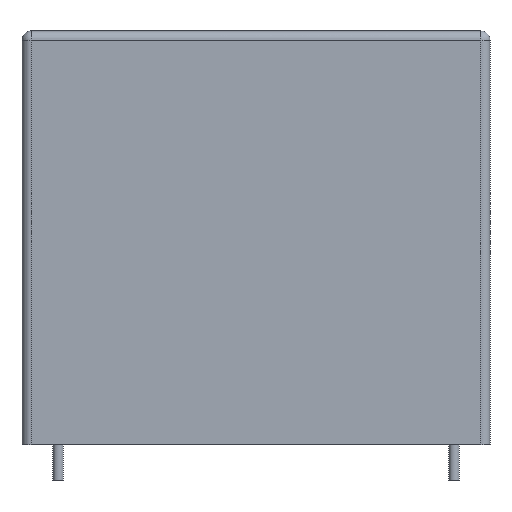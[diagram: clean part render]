
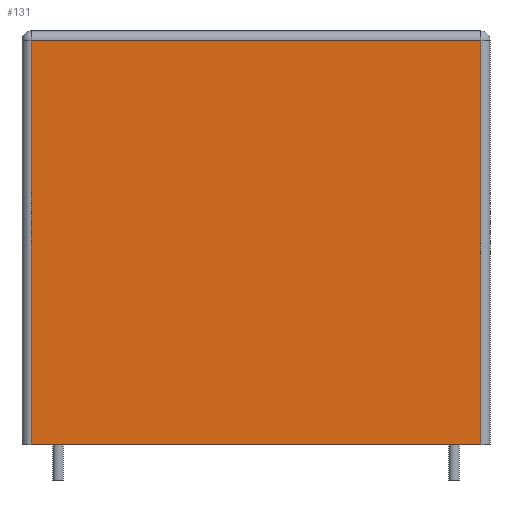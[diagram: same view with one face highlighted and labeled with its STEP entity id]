
A CAD part, front view. The second image highlights one B-rep face of the part: STEP entity #131.
In plain terms, the highlighted planar face has unit normal (0, -1, 0).
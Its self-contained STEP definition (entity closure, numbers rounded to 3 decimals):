
#91 = EDGE_CURVE ( 'NONE', #92, #249, #395, .T. ) ;
#92 = VERTEX_POINT ( 'NONE', #391 ) ;
#105 = ORIENTED_EDGE ( 'NONE', *, *, #107, .T. ) ;
#107 = EDGE_CURVE ( 'NONE', #133, #264, #527, .T. ) ;
#108 = ORIENTED_EDGE ( 'NONE', *, *, #272, .T. ) ;
#109 = ORIENTED_EDGE ( 'NONE', *, *, #132, .T. ) ;
#131 = ADVANCED_FACE ( 'NONE', ( #601 ), #587, .F. ) ;
#132 = EDGE_CURVE ( 'NONE', #249, #133, #634, .T. ) ;
#133 = VERTEX_POINT ( 'NONE', #630 ) ;
#135 = ORIENTED_EDGE ( 'NONE', *, *, #91, .T. ) ;
#249 = VERTEX_POINT ( 'NONE', #773 ) ;
#264 = VERTEX_POINT ( 'NONE', #815 ) ;
#265 = EDGE_LOOP ( 'NONE', ( #135, #109, #105, #108 ) ) ;
#272 = EDGE_CURVE ( 'NONE', #264, #92, #804, .T. ) ;
#391 = CARTESIAN_POINT ( 'NONE',  ( -12.5, -7., 0. ) ) ;
#392 = DIRECTION ( 'NONE',  ( 1., 0., 0. ) ) ;
#393 = VECTOR ( 'NONE', #392, 1000. ) ;
#394 = CARTESIAN_POINT ( 'NONE',  ( -13., -7., 0. ) ) ;
#395 = LINE ( 'NONE', #394, #393 ) ;
#524 = DIRECTION ( 'NONE',  ( -1., 0., 0. ) ) ;
#525 = VECTOR ( 'NONE', #524, 1000. ) ;
#526 = CARTESIAN_POINT ( 'NONE',  ( -13., -7., 22.5 ) ) ;
#527 = LINE ( 'NONE', #526, #525 ) ;
#587 = PLANE ( 'NONE',  #638 ) ;
#601 = FACE_OUTER_BOUND ( 'NONE', #265, .T. ) ;
#630 = CARTESIAN_POINT ( 'NONE',  ( 12.5, -7., 22.5 ) ) ;
#631 = DIRECTION ( 'NONE',  ( 0., 0., 1. ) ) ;
#632 = VECTOR ( 'NONE', #631, 1000. ) ;
#633 = CARTESIAN_POINT ( 'NONE',  ( 12.5, -7., 23. ) ) ;
#634 = LINE ( 'NONE', #633, #632 ) ;
#635 = DIRECTION ( 'NONE',  ( 0., 0., 1. ) ) ;
#636 = DIRECTION ( 'NONE',  ( 0., 1., 0. ) ) ;
#637 = CARTESIAN_POINT ( 'NONE',  ( -13., -7., 23. ) ) ;
#638 = AXIS2_PLACEMENT_3D ( 'NONE', #637, #636, #635 ) ;
#773 = CARTESIAN_POINT ( 'NONE',  ( 12.5, -7., 0. ) ) ;
#801 = DIRECTION ( 'NONE',  ( 0., 0., -1. ) ) ;
#802 = VECTOR ( 'NONE', #801, 1000. ) ;
#803 = CARTESIAN_POINT ( 'NONE',  ( -12.5, -7., 23. ) ) ;
#804 = LINE ( 'NONE', #803, #802 ) ;
#815 = CARTESIAN_POINT ( 'NONE',  ( -12.5, -7., 22.5 ) ) ;
